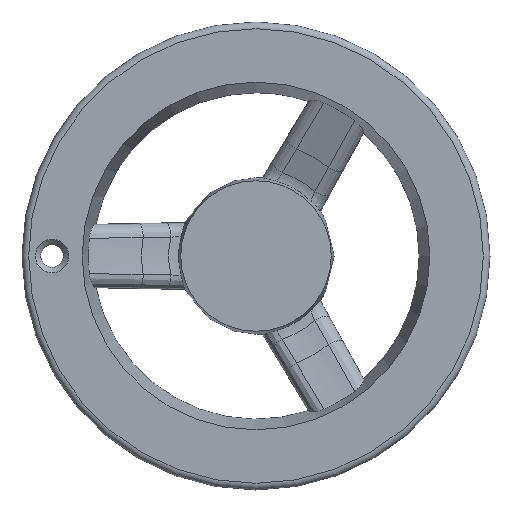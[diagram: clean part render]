
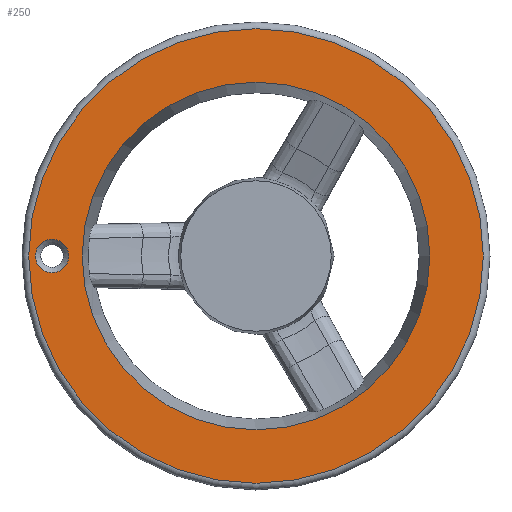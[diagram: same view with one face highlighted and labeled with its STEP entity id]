
A CAD part, left-side view. The second image highlights one B-rep face of the part: STEP entity #250.
In plain terms, the highlighted planar face has unit normal (-1, 0, 0).
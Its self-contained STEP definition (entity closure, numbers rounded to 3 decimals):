
#144=PLANE('',#1438);
#171=FACE_OUTER_BOUND('',#407,.T.);
#250=ADVANCED_FACE('',(#360,#171,#361),#144,.T.);
#360=FACE_BOUND('',#406,.T.);
#361=FACE_BOUND('',#408,.T.);
#406=EDGE_LOOP('',(#698));
#407=EDGE_LOOP('',(#699));
#408=EDGE_LOOP('',(#700));
#502=CIRCLE('',#1428,52.);
#507=CIRCLE('',#1436,68.);
#508=CIRCLE('',#1437,5.);
#698=ORIENTED_EDGE('',*,*,#1163,.F.);
#699=ORIENTED_EDGE('',*,*,#1181,.T.);
#700=ORIENTED_EDGE('',*,*,#1182,.T.);
#1022=VERTEX_POINT('',#2364);
#1030=VERTEX_POINT('',#2472);
#1031=VERTEX_POINT('',#2474);
#1163=EDGE_CURVE('',#1022,#1022,#502,.T.);
#1181=EDGE_CURVE('',#1030,#1030,#507,.T.);
#1182=EDGE_CURVE('',#1031,#1031,#508,.T.);
#1428=AXIS2_PLACEMENT_3D('',#2363,#1596,#1597);
#1436=AXIS2_PLACEMENT_3D('',#2471,#1612,#1613);
#1437=AXIS2_PLACEMENT_3D('',#2473,#1614,#1615);
#1438=AXIS2_PLACEMENT_3D('',#2475,#1616,#1617);
#1596=DIRECTION('',(-1.,0.,0.));
#1597=DIRECTION('',(0.,0.,1.));
#1612=DIRECTION('',(-1.,0.,0.));
#1613=DIRECTION('',(0.,0.,1.));
#1614=DIRECTION('',(1.,0.,0.));
#1615=DIRECTION('',(0.,0.,-1.));
#1616=DIRECTION('',(-1.,0.,0.));
#1617=DIRECTION('',(0.,0.,1.));
#2363=CARTESIAN_POINT('',(252.5,151.,0.));
#2364=CARTESIAN_POINT('',(252.5,151.,52.));
#2471=CARTESIAN_POINT('',(252.5,151.,0.));
#2472=CARTESIAN_POINT('',(252.5,151.,68.));
#2473=CARTESIAN_POINT('',(252.5,212.,0.));
#2474=CARTESIAN_POINT('',(252.5,212.,-5.));
#2475=CARTESIAN_POINT('',(252.5,99.,0.));
